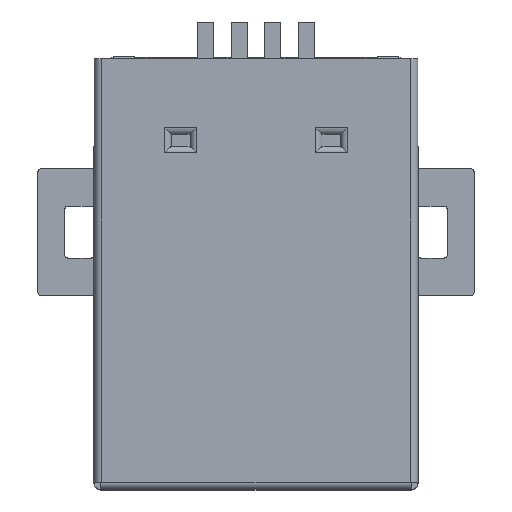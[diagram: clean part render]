
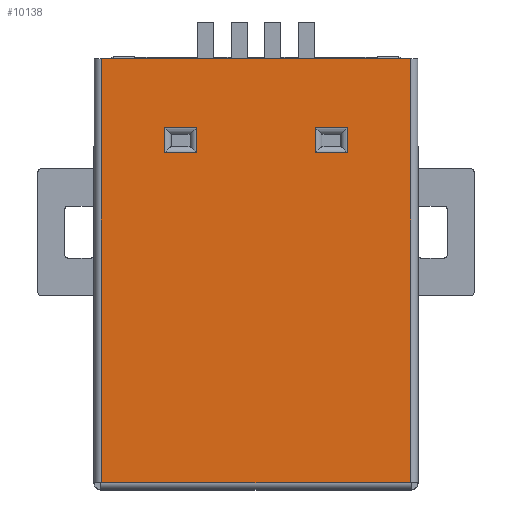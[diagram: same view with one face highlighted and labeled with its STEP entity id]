
A CAD part, top view. The second image highlights one B-rep face of the part: STEP entity #10138.
In plain terms, the highlighted face is planar.
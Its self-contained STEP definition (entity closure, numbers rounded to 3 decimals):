
#2082=ORIENTED_EDGE('',*,*,#4535,.T.);
#2083=ORIENTED_EDGE('',*,*,#4536,.T.);
#2084=ORIENTED_EDGE('',*,*,#4537,.T.);
#2085=ORIENTED_EDGE('',*,*,#4538,.T.);
#2086=ORIENTED_EDGE('',*,*,#4539,.T.);
#2087=ORIENTED_EDGE('',*,*,#4540,.T.);
#2088=ORIENTED_EDGE('',*,*,#4541,.T.);
#2089=ORIENTED_EDGE('',*,*,#4542,.T.);
#2090=ORIENTED_EDGE('',*,*,#4543,.F.);
#2091=ORIENTED_EDGE('',*,*,#4533,.T.);
#2092=ORIENTED_EDGE('',*,*,#4544,.T.);
#2093=ORIENTED_EDGE('',*,*,#4545,.T.);
#2094=ORIENTED_EDGE('',*,*,#4546,.T.);
#2095=ORIENTED_EDGE('',*,*,#4547,.T.);
#2096=ORIENTED_EDGE('',*,*,#4548,.T.);
#2097=ORIENTED_EDGE('',*,*,#4549,.T.);
#2098=ORIENTED_EDGE('',*,*,#4550,.F.);
#2099=ORIENTED_EDGE('',*,*,#4520,.F.);
#4520=EDGE_CURVE('',#5800,#5801,#6803,.T.);
#4533=EDGE_CURVE('',#5814,#5813,#6813,.T.);
#4535=EDGE_CURVE('',#5815,#5816,#6814,.F.);
#4536=EDGE_CURVE('',#5816,#5817,#6815,.F.);
#4537=EDGE_CURVE('',#5817,#5818,#6816,.F.);
#4538=EDGE_CURVE('',#5818,#5815,#6817,.F.);
#4539=EDGE_CURVE('',#5819,#5820,#6818,.F.);
#4540=EDGE_CURVE('',#5820,#5821,#6819,.F.);
#4541=EDGE_CURVE('',#5821,#5822,#6820,.F.);
#4542=EDGE_CURVE('',#5822,#5819,#6821,.F.);
#4543=EDGE_CURVE('',#5814,#5800,#6822,.T.);
#4544=EDGE_CURVE('',#5813,#5823,#6823,.T.);
#4545=EDGE_CURVE('',#5823,#5824,#6824,.T.);
#4546=EDGE_CURVE('',#5824,#5825,#6825,.T.);
#4547=EDGE_CURVE('',#5825,#5826,#6826,.T.);
#4548=EDGE_CURVE('',#5826,#5827,#6827,.T.);
#4549=EDGE_CURVE('',#5827,#5828,#6828,.T.);
#4550=EDGE_CURVE('',#5801,#5828,#6829,.T.);
#5800=VERTEX_POINT('',#15830);
#5801=VERTEX_POINT('',#15832);
#5813=VERTEX_POINT('',#15857);
#5814=VERTEX_POINT('',#15859);
#5815=VERTEX_POINT('',#15863);
#5816=VERTEX_POINT('',#15864);
#5817=VERTEX_POINT('',#15866);
#5818=VERTEX_POINT('',#15868);
#5819=VERTEX_POINT('',#15871);
#5820=VERTEX_POINT('',#15872);
#5821=VERTEX_POINT('',#15874);
#5822=VERTEX_POINT('',#15876);
#5823=VERTEX_POINT('',#15880);
#5824=VERTEX_POINT('',#15882);
#5825=VERTEX_POINT('',#15884);
#5826=VERTEX_POINT('',#15886);
#5827=VERTEX_POINT('',#15888);
#5828=VERTEX_POINT('',#15890);
#6803=LINE('',#15831,#7870);
#6813=LINE('',#15858,#7880);
#6814=LINE('',#15862,#7881);
#6815=LINE('',#15865,#7882);
#6816=LINE('',#15867,#7883);
#6817=LINE('',#15869,#7884);
#6818=LINE('',#15870,#7885);
#6819=LINE('',#15873,#7886);
#6820=LINE('',#15875,#7887);
#6821=LINE('',#15877,#7888);
#6822=LINE('',#15878,#7889);
#6823=LINE('',#15879,#7890);
#6824=LINE('',#15881,#7891);
#6825=LINE('',#15883,#7892);
#6826=LINE('',#15885,#7893);
#6827=LINE('',#15887,#7894);
#6828=LINE('',#15889,#7895);
#6829=LINE('',#15891,#7896);
#7870=VECTOR('',#12763,1000.);
#7880=VECTOR('',#12781,1000.);
#7881=VECTOR('',#12786,1000.);
#7882=VECTOR('',#12787,1000.);
#7883=VECTOR('',#12788,1000.);
#7884=VECTOR('',#12789,1000.);
#7885=VECTOR('',#12790,1000.);
#7886=VECTOR('',#12791,1000.);
#7887=VECTOR('',#12792,1000.);
#7888=VECTOR('',#12793,1000.);
#7889=VECTOR('',#12794,1000.);
#7890=VECTOR('',#12795,1000.);
#7891=VECTOR('',#12796,1000.);
#7892=VECTOR('',#12797,1000.);
#7893=VECTOR('',#12798,1000.);
#7894=VECTOR('',#12799,1000.);
#7895=VECTOR('',#12800,1000.);
#7896=VECTOR('',#12801,1000.);
#8617=EDGE_LOOP('',(#2082,#2083,#2084,#2085));
#8618=EDGE_LOOP('',(#2086,#2087,#2088,#2089));
#8619=EDGE_LOOP('',(#2090,#2091,#2092,#2093,#2094,#2095,#2096,#2097,#2098,
#2099));
#9220=FACE_BOUND('',#8617,.T.);
#9221=FACE_BOUND('',#8618,.T.);
#9222=FACE_BOUND('',#8619,.T.);
#9734=PLANE('',#10929);
#10138=ADVANCED_FACE('',(#9220,#9221,#9222),#9734,.T.);
#10929=AXIS2_PLACEMENT_3D('',#15861,#12784,#12785);
#12763=DIRECTION('',(0.,0.,-1.));
#12781=DIRECTION('',(1.,0.,0.));
#12784=DIRECTION('',(0.,1.,0.));
#12785=DIRECTION('',(0.,0.,1.));
#12786=DIRECTION('',(0.,0.,1.));
#12787=DIRECTION('',(-1.,0.,0.));
#12788=DIRECTION('',(0.,0.,-1.));
#12789=DIRECTION('',(1.,0.,0.));
#12790=DIRECTION('',(1.,0.,0.));
#12791=DIRECTION('',(0.,0.,1.));
#12792=DIRECTION('',(-1.,0.,0.));
#12793=DIRECTION('',(0.,0.,-1.));
#12794=DIRECTION('',(0.,0.,-1.));
#12795=DIRECTION('',(0.,0.,-1.));
#12796=DIRECTION('',(0.,0.,-1.));
#12797=DIRECTION('',(1.,0.,0.));
#12798=DIRECTION('',(0.,0.,-1.));
#12799=DIRECTION('',(-1.,0.,0.));
#12800=DIRECTION('',(0.,0.,1.));
#12801=DIRECTION('',(-1.,0.,0.));
#15830=CARTESIAN_POINT('',(-5.75,5.31,-6.13));
#15831=CARTESIAN_POINT('',(-5.75,5.31,-6.132));
#15832=CARTESIAN_POINT('',(-5.75,5.31,-6.132));
#15857=CARTESIAN_POINT('',(5.75,5.31,9.6));
#15858=CARTESIAN_POINT('',(-5.76,5.31,9.6));
#15859=CARTESIAN_POINT('',(-5.75,5.31,9.6));
#15861=CARTESIAN_POINT('',(0.,5.31,0.));
#15862=CARTESIAN_POINT('',(-3.395,5.31,6.35));
#15863=CARTESIAN_POINT('',(-3.395,5.31,7.045));
#15864=CARTESIAN_POINT('',(-3.395,5.31,6.105));
#15865=CARTESIAN_POINT('',(-2.45,5.31,6.105));
#15866=CARTESIAN_POINT('',(-2.205,5.31,6.105));
#15867=CARTESIAN_POINT('',(-2.205,5.31,6.8));
#15868=CARTESIAN_POINT('',(-2.205,5.31,7.045));
#15869=CARTESIAN_POINT('',(-3.15,5.31,7.045));
#15870=CARTESIAN_POINT('',(2.45,5.31,7.045));
#15871=CARTESIAN_POINT('',(3.395,5.31,7.045));
#15872=CARTESIAN_POINT('',(2.205,5.31,7.045));
#15873=CARTESIAN_POINT('',(2.205,5.31,6.35));
#15874=CARTESIAN_POINT('',(2.205,5.31,6.105));
#15875=CARTESIAN_POINT('',(3.15,5.31,6.105));
#15876=CARTESIAN_POINT('',(3.395,5.31,6.105));
#15877=CARTESIAN_POINT('',(3.395,5.31,6.8));
#15878=CARTESIAN_POINT('',(-5.75,5.31,-6.132));
#15879=CARTESIAN_POINT('',(5.75,5.31,-6.132));
#15880=CARTESIAN_POINT('',(5.75,5.31,-6.13));
#15881=CARTESIAN_POINT('',(5.75,5.31,-6.132));
#15882=CARTESIAN_POINT('',(5.75,5.31,-6.132));
#15883=CARTESIAN_POINT('',(5.76,5.31,-6.132));
#15884=CARTESIAN_POINT('',(5.76,5.31,-6.132));
#15885=CARTESIAN_POINT('',(5.76,5.31,-6.213));
#15886=CARTESIAN_POINT('',(5.76,5.31,-6.14));
#15887=CARTESIAN_POINT('',(5.76,5.31,-6.14));
#15888=CARTESIAN_POINT('',(-5.76,5.31,-6.14));
#15889=CARTESIAN_POINT('',(-5.76,5.31,-6.213));
#15890=CARTESIAN_POINT('',(-5.76,5.31,-6.132));
#15891=CARTESIAN_POINT('',(-5.76,5.31,-6.132));
